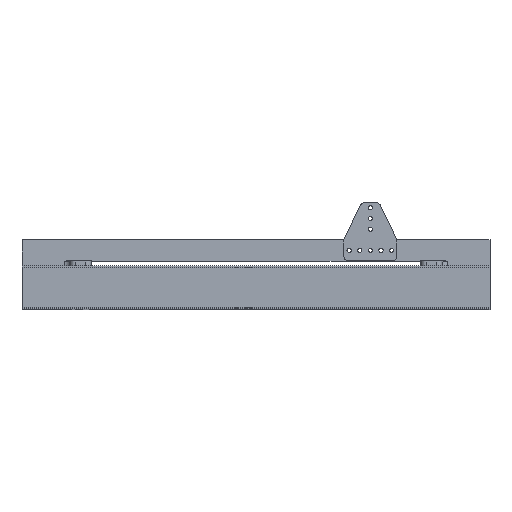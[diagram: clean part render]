
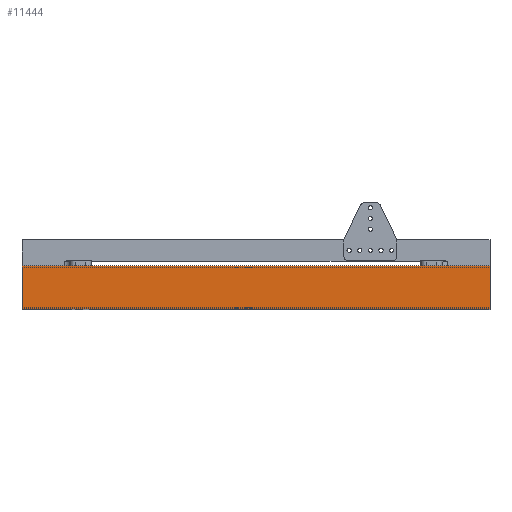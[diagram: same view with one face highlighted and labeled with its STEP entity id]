
A CAD part, top view. The second image highlights one B-rep face of the part: STEP entity #11444.
In plain terms, the highlighted planar face has unit normal (0, 0, 1).
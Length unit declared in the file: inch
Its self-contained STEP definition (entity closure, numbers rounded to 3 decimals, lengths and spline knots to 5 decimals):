
#156 = CARTESIAN_POINT ( 'NONE',  ( 11., -1., 13. ) ) ;
#376 = LINE ( 'NONE', #9911, #423 ) ;
#423 = VECTOR ( 'NONE', #2560, 39.37008 ) ;
#452 = VECTOR ( 'NONE', #11153, 39.37008 ) ;
#813 = EDGE_LOOP ( 'NONE', ( #1822, #5236, #12752, #14945 ) ) ;
#1822 = ORIENTED_EDGE ( 'NONE', *, *, #14569, .F. ) ;
#2560 = DIRECTION ( 'NONE',  ( 0., 1., 0. ) ) ;
#3835 = PLANE ( 'NONE',  #13166 ) ;
#4714 = EDGE_CURVE ( 'NONE', #8851, #8482, #376, .T. ) ;
#4842 = LINE ( 'NONE', #11509, #12363 ) ;
#5236 = ORIENTED_EDGE ( 'NONE', *, *, #8404, .F. ) ;
#6484 = LINE ( 'NONE', #11738, #10610 ) ;
#6692 = FACE_OUTER_BOUND ( 'NONE', #813, .T. ) ;
#6962 = CARTESIAN_POINT ( 'NONE',  ( 11., 1., 13. ) ) ;
#7108 = CARTESIAN_POINT ( 'NONE',  ( 11., -1., 13. ) ) ;
#8206 = EDGE_CURVE ( 'NONE', #8482, #15529, #6484, .T. ) ;
#8404 = EDGE_CURVE ( 'NONE', #8851, #14906, #11231, .T. ) ;
#8482 = VERTEX_POINT ( 'NONE', #6962 ) ;
#8851 = VERTEX_POINT ( 'NONE', #7108 ) ;
#9104 = DIRECTION ( 'NONE',  ( 0., 0., -1. ) ) ;
#9911 = CARTESIAN_POINT ( 'NONE',  ( 11., -1., 13. ) ) ;
#10610 = VECTOR ( 'NONE', #15698, 39.37008 ) ;
#11153 = DIRECTION ( 'NONE',  ( -1., 0., 0. ) ) ;
#11231 = LINE ( 'NONE', #13559, #452 ) ;
#11444 = ADVANCED_FACE ( 'NONE', ( #6692 ), #3835, .F. ) ;
#11509 = CARTESIAN_POINT ( 'NONE',  ( -11., -1., 13. ) ) ;
#11738 = CARTESIAN_POINT ( 'NONE',  ( 11., 1., 13. ) ) ;
#11771 = DIRECTION ( 'NONE',  ( 1., 0., 0. ) ) ;
#12363 = VECTOR ( 'NONE', #13207, 39.37008 ) ;
#12752 = ORIENTED_EDGE ( 'NONE', *, *, #4714, .T. ) ;
#12895 = CARTESIAN_POINT ( 'NONE',  ( -11., -1., 13. ) ) ;
#13166 = AXIS2_PLACEMENT_3D ( 'NONE', #156, #9104, #11771 ) ;
#13207 = DIRECTION ( 'NONE',  ( 0., 1., 0. ) ) ;
#13559 = CARTESIAN_POINT ( 'NONE',  ( 11., -1., 13. ) ) ;
#13889 = CARTESIAN_POINT ( 'NONE',  ( -11., 1., 13. ) ) ;
#14569 = EDGE_CURVE ( 'NONE', #14906, #15529, #4842, .T. ) ;
#14906 = VERTEX_POINT ( 'NONE', #12895 ) ;
#14945 = ORIENTED_EDGE ( 'NONE', *, *, #8206, .T. ) ;
#15529 = VERTEX_POINT ( 'NONE', #13889 ) ;
#15698 = DIRECTION ( 'NONE',  ( -1., 0., 0. ) ) ;
